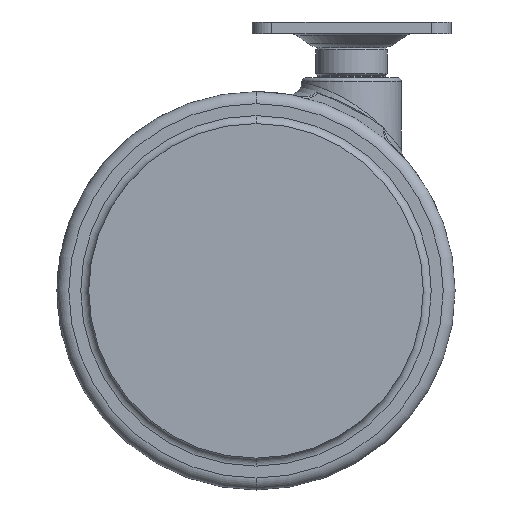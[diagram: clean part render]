
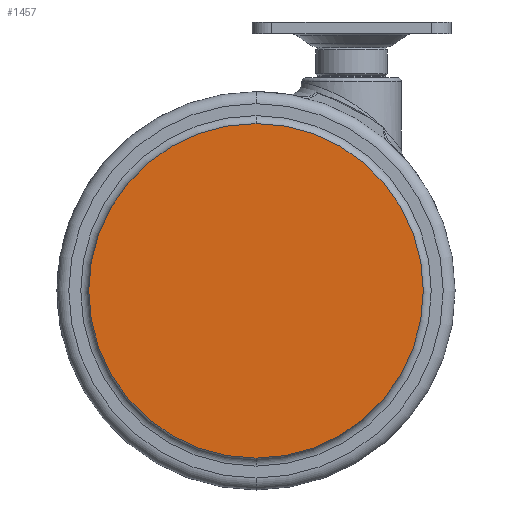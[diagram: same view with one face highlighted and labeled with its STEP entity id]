
A CAD part, front view. The second image highlights one B-rep face of the part: STEP entity #1457.
In plain terms, the highlighted planar face has unit normal (0, -1, 0).
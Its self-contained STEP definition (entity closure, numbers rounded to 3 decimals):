
#120 = EDGE_LOOP ( 'NONE', ( #1030, #5046 ) ) ;
#819 = CARTESIAN_POINT ( 'NONE',  ( -24., -23.5, -53.5 ) ) ;
#831 = VERTEX_POINT ( 'NONE', #1510 ) ;
#910 = CARTESIAN_POINT ( 'NONE',  ( -24., -23.5, -53.5 ) ) ;
#1030 = ORIENTED_EDGE ( 'NONE', *, *, #4293, .T. ) ;
#1052 = VERTEX_POINT ( 'NONE', #1517 ) ;
#1247 = DIRECTION ( 'NONE',  ( 0., 0., -1. ) ) ;
#1330 = DIRECTION ( 'NONE',  ( 0., 0., -1. ) ) ;
#1415 = CARTESIAN_POINT ( 'NONE',  ( -24., -23.5, -53.5 ) ) ;
#1457 = ADVANCED_FACE ( 'NONE', ( #3148 ), #2459, .T. ) ;
#1510 = CARTESIAN_POINT ( 'NONE',  ( -24., -23.5, -95.5 ) ) ;
#1517 = CARTESIAN_POINT ( 'NONE',  ( -24., -23.5, -11.5 ) ) ;
#1826 = DIRECTION ( 'NONE',  ( 0., 0., -1. ) ) ;
#1839 = EDGE_CURVE ( 'NONE', #1052, #831, #2836, .T. ) ;
#2459 = PLANE ( 'NONE',  #2932 ) ;
#2836 = CIRCLE ( 'NONE', #3467, 42. ) ;
#2932 = AXIS2_PLACEMENT_3D ( 'NONE', #819, #3704, #1247 ) ;
#3148 = FACE_OUTER_BOUND ( 'NONE', #120, .T. ) ;
#3467 = AXIS2_PLACEMENT_3D ( 'NONE', #1415, #4294, #1826 ) ;
#3704 = DIRECTION ( 'NONE',  ( 0., -1., 0. ) ) ;
#3787 = DIRECTION ( 'NONE',  ( 0., -1., 0. ) ) ;
#3848 = AXIS2_PLACEMENT_3D ( 'NONE', #910, #3787, #1330 ) ;
#3874 = CIRCLE ( 'NONE', #3848, 42. ) ;
#4293 = EDGE_CURVE ( 'NONE', #831, #1052, #3874, .T. ) ;
#4294 = DIRECTION ( 'NONE',  ( 0., -1., 0. ) ) ;
#5046 = ORIENTED_EDGE ( 'NONE', *, *, #1839, .T. ) ;
